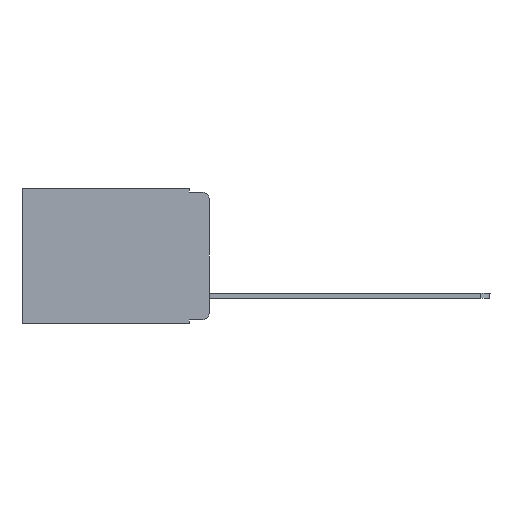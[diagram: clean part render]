
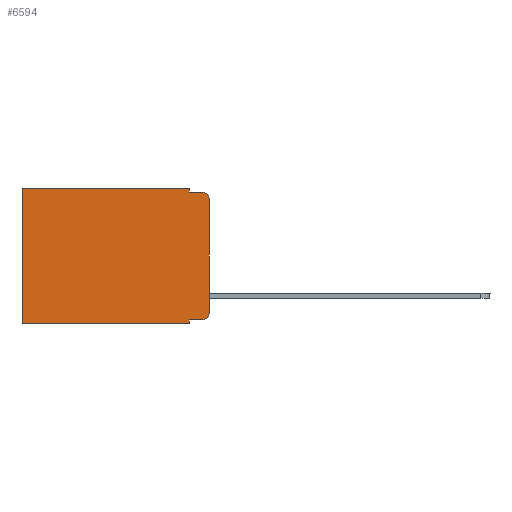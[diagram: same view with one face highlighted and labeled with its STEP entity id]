
A CAD part, left-side view. The second image highlights one B-rep face of the part: STEP entity #6594.
In plain terms, the highlighted planar face has unit normal (-1, 0, 0).
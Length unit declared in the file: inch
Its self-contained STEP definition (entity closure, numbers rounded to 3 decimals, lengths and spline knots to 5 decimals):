
#59 = DIRECTION ( 'NONE',  ( 0., 0., -1. ) ) ;
#446 = EDGE_CURVE ( 'NONE', #10282, #7683, #10341, .T. ) ;
#610 = DIRECTION ( 'NONE',  ( 0., -1., 0. ) ) ;
#706 = DIRECTION ( 'NONE',  ( 0., 1., 0. ) ) ;
#761 = CIRCLE ( 'NONE', #12688, 0.02 ) ;
#1101 = DIRECTION ( 'NONE',  ( 1., 0., 0. ) ) ;
#1108 = CARTESIAN_POINT ( 'NONE',  ( 0.298, 0., -0.313 ) ) ;
#1121 = DIRECTION ( 'NONE',  ( 0., -1., 0. ) ) ;
#1376 = VECTOR ( 'NONE', #7990, 39.37008 ) ;
#1586 = VECTOR ( 'NONE', #4743, 39.37008 ) ;
#1649 = LINE ( 'NONE', #13260, #1376 ) ;
#2360 = AXIS2_PLACEMENT_3D ( 'NONE', #12982, #4672, #8824 ) ;
#2539 = AXIS2_PLACEMENT_3D ( 'NONE', #13482, #1101, #8502 ) ;
#2603 = EDGE_CURVE ( 'NONE', #3238, #6778, #1649, .T. ) ;
#2818 = LINE ( 'NONE', #12151, #8943 ) ;
#3069 = CARTESIAN_POINT ( 'NONE',  ( 0.298, 0.051, -0.333 ) ) ;
#3238 = VERTEX_POINT ( 'NONE', #7984 ) ;
#3305 = ORIENTED_EDGE ( 'NONE', *, *, #8654, .F. ) ;
#3375 = CARTESIAN_POINT ( 'NONE',  ( 0.298, 0.473, -0.343 ) ) ;
#3688 = CARTESIAN_POINT ( 'NONE',  ( 0.298, 0., 0. ) ) ;
#3874 = ORIENTED_EDGE ( 'NONE', *, *, #6618, .T. ) ;
#3989 = FACE_OUTER_BOUND ( 'NONE', #6732, .T. ) ;
#4096 = LINE ( 'NONE', #3069, #10695 ) ;
#4136 = PLANE ( 'NONE',  #2539 ) ;
#4548 = ORIENTED_EDGE ( 'NONE', *, *, #4921, .T. ) ;
#4572 = EDGE_CURVE ( 'NONE', #11886, #5975, #2818, .T. ) ;
#4587 = CARTESIAN_POINT ( 'NONE',  ( 0.298, 0., -0.03 ) ) ;
#4672 = DIRECTION ( 'NONE',  ( -1., 0., 0. ) ) ;
#4743 = DIRECTION ( 'NONE',  ( 0., 0., -1. ) ) ;
#4921 = EDGE_CURVE ( 'NONE', #9941, #3238, #8956, .T. ) ;
#4936 = EDGE_CURVE ( 'NONE', #8378, #5516, #12068, .T. ) ;
#5516 = VERTEX_POINT ( 'NONE', #12323 ) ;
#5651 = CARTESIAN_POINT ( 'NONE',  ( 0.298, 0.051, -0.01 ) ) ;
#5837 = CARTESIAN_POINT ( 'NONE',  ( 0.298, 0.051, 0. ) ) ;
#5849 = VECTOR ( 'NONE', #10967, 39.37008 ) ;
#5955 = LINE ( 'NONE', #10188, #11842 ) ;
#5975 = VERTEX_POINT ( 'NONE', #6385 ) ;
#6041 = CARTESIAN_POINT ( 'NONE',  ( 0.298, 0., 0. ) ) ;
#6370 = EDGE_CURVE ( 'NONE', #8378, #13423, #4096, .T. ) ;
#6385 = CARTESIAN_POINT ( 'NONE',  ( 0.298, 0.02, -0.01 ) ) ;
#6402 = ORIENTED_EDGE ( 'NONE', *, *, #446, .F. ) ;
#6410 = DIRECTION ( 'NONE',  ( -1., 0., 0. ) ) ;
#6594 = ADVANCED_FACE ( 'NONE', ( #3989 ), #4136, .F. ) ;
#6618 = EDGE_CURVE ( 'NONE', #10282, #5975, #761, .T. ) ;
#6732 = EDGE_LOOP ( 'NONE', ( #6402, #3874, #11703, #3305, #4548, #8211, #9283, #13519, #7706, #11600 ) ) ;
#6778 = VERTEX_POINT ( 'NONE', #3375 ) ;
#6864 = CARTESIAN_POINT ( 'NONE',  ( 0.298, 0.051, 0. ) ) ;
#7683 = VERTEX_POINT ( 'NONE', #1108 ) ;
#7706 = ORIENTED_EDGE ( 'NONE', *, *, #6370, .T. ) ;
#7919 = LINE ( 'NONE', #6864, #1586 ) ;
#7984 = CARTESIAN_POINT ( 'NONE',  ( 0.298, 0.473, 0. ) ) ;
#7990 = DIRECTION ( 'NONE',  ( 0., 0., -1. ) ) ;
#8173 = DIRECTION ( 'NONE',  ( 0., 0., -1. ) ) ;
#8211 = ORIENTED_EDGE ( 'NONE', *, *, #2603, .T. ) ;
#8378 = VERTEX_POINT ( 'NONE', #12427 ) ;
#8502 = DIRECTION ( 'NONE',  ( 0., 0., -1. ) ) ;
#8654 = EDGE_CURVE ( 'NONE', #9941, #11886, #7919, .T. ) ;
#8824 = DIRECTION ( 'NONE',  ( 0., 0., -1. ) ) ;
#8943 = VECTOR ( 'NONE', #610, 39.37008 ) ;
#8956 = LINE ( 'NONE', #3688, #12922 ) ;
#9237 = CARTESIAN_POINT ( 'NONE',  ( 0.298, 0.02, -0.333 ) ) ;
#9283 = ORIENTED_EDGE ( 'NONE', *, *, #11201, .F. ) ;
#9442 = VECTOR ( 'NONE', #8173, 39.37008 ) ;
#9545 = CARTESIAN_POINT ( 'NONE',  ( 0.298, 0.02, -0.03 ) ) ;
#9881 = CARTESIAN_POINT ( 'NONE',  ( 0.298, 0.051, 0. ) ) ;
#9941 = VERTEX_POINT ( 'NONE', #9881 ) ;
#10188 = CARTESIAN_POINT ( 'NONE',  ( 0.298, 0., -0.343 ) ) ;
#10282 = VERTEX_POINT ( 'NONE', #4587 ) ;
#10341 = LINE ( 'NONE', #6041, #9442 ) ;
#10695 = VECTOR ( 'NONE', #1121, 39.37008 ) ;
#10967 = DIRECTION ( 'NONE',  ( 0., 0., -1. ) ) ;
#11164 = DIRECTION ( 'NONE',  ( 0., 1., 0. ) ) ;
#11201 = EDGE_CURVE ( 'NONE', #5516, #6778, #5955, .T. ) ;
#11600 = ORIENTED_EDGE ( 'NONE', *, *, #11914, .T. ) ;
#11703 = ORIENTED_EDGE ( 'NONE', *, *, #4572, .F. ) ;
#11842 = VECTOR ( 'NONE', #706, 39.37008 ) ;
#11886 = VERTEX_POINT ( 'NONE', #5651 ) ;
#11914 = EDGE_CURVE ( 'NONE', #13423, #7683, #13402, .T. ) ;
#12068 = LINE ( 'NONE', #5837, #5849 ) ;
#12151 = CARTESIAN_POINT ( 'NONE',  ( 0.298, 0.051, -0.01 ) ) ;
#12323 = CARTESIAN_POINT ( 'NONE',  ( 0.298, 0.051, -0.343 ) ) ;
#12427 = CARTESIAN_POINT ( 'NONE',  ( 0.298, 0.051, -0.333 ) ) ;
#12688 = AXIS2_PLACEMENT_3D ( 'NONE', #9545, #6410, #59 ) ;
#12922 = VECTOR ( 'NONE', #11164, 39.37008 ) ;
#12982 = CARTESIAN_POINT ( 'NONE',  ( 0.298, 0.02, -0.313 ) ) ;
#13260 = CARTESIAN_POINT ( 'NONE',  ( 0.298, 0.473, 0. ) ) ;
#13402 = CIRCLE ( 'NONE', #2360, 0.02 ) ;
#13423 = VERTEX_POINT ( 'NONE', #9237 ) ;
#13482 = CARTESIAN_POINT ( 'NONE',  ( 0.298, 0., 0. ) ) ;
#13519 = ORIENTED_EDGE ( 'NONE', *, *, #4936, .F. ) ;
